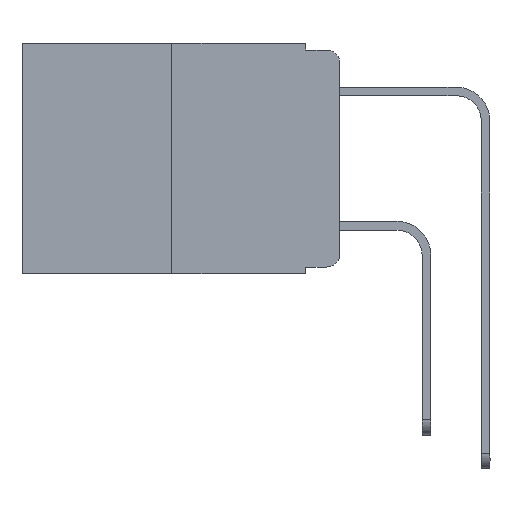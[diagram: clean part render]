
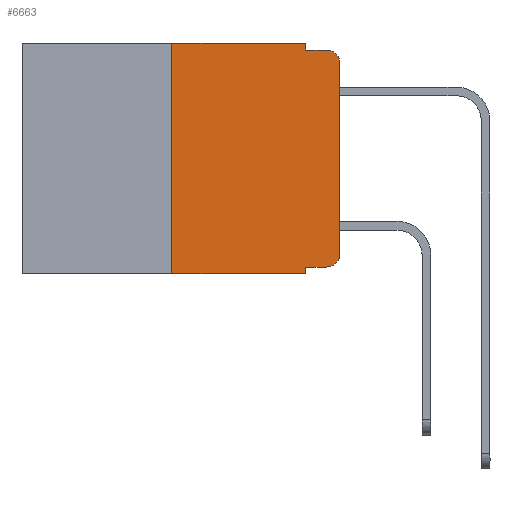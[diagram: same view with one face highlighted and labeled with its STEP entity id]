
A CAD part, left-side view. The second image highlights one B-rep face of the part: STEP entity #6663.
In plain terms, the highlighted planar face has unit normal (-1, 0, 0).
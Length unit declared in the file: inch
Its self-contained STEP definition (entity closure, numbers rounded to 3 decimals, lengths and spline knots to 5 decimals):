
#71 = CARTESIAN_POINT ( 'NONE',  ( 0., 0.051, -0.01 ) ) ;
#95 = VERTEX_POINT ( 'NONE', #17205 ) ;
#108 = CARTESIAN_POINT ( 'NONE',  ( 0., 0.051, -0.333 ) ) ;
#697 = DIRECTION ( 'NONE',  ( 0., -1., 0. ) ) ;
#1959 = LINE ( 'NONE', #71, #21400 ) ;
#2029 = ORIENTED_EDGE ( 'NONE', *, *, #13262, .T. ) ;
#2090 = EDGE_CURVE ( 'NONE', #24017, #8717, #1959, .T. ) ;
#2154 = EDGE_CURVE ( 'NONE', #4475, #10886, #16409, .T. ) ;
#2703 = DIRECTION ( 'NONE',  ( 0., 0., -1. ) ) ;
#2704 = CARTESIAN_POINT ( 'NONE',  ( 0., 0.02, -0.313 ) ) ;
#2802 = VERTEX_POINT ( 'NONE', #19249 ) ;
#3244 = VECTOR ( 'NONE', #17269, 39.37008 ) ;
#3957 = LINE ( 'NONE', #19015, #9691 ) ;
#4475 = VERTEX_POINT ( 'NONE', #21287 ) ;
#4593 = VECTOR ( 'NONE', #19034, 39.37008 ) ;
#4698 = VERTEX_POINT ( 'NONE', #20761 ) ;
#4742 = CARTESIAN_POINT ( 'NONE',  ( 0., 0., -0.313 ) ) ;
#4786 = VECTOR ( 'NONE', #11283, 39.37008 ) ;
#4801 = EDGE_CURVE ( 'NONE', #4698, #4475, #16976, .T. ) ;
#5280 = CIRCLE ( 'NONE', #16581, 0.02 ) ;
#5769 = LINE ( 'NONE', #11345, #4593 ) ;
#6663 = ADVANCED_FACE ( 'NONE', ( #7957 ), #17435, .F. ) ;
#7286 = EDGE_CURVE ( 'NONE', #95, #12370, #23907, .T. ) ;
#7403 = VECTOR ( 'NONE', #23921, 39.37008 ) ;
#7736 = CARTESIAN_POINT ( 'NONE',  ( 0., 0.02, -0.01 ) ) ;
#7957 = FACE_OUTER_BOUND ( 'NONE', #24801, .T. ) ;
#7985 = CARTESIAN_POINT ( 'NONE',  ( 0., 0.473, -0.343 ) ) ;
#8043 = DIRECTION ( 'NONE',  ( 0., 0., -1. ) ) ;
#8175 = CARTESIAN_POINT ( 'NONE',  ( 0., 0.051, -0.01 ) ) ;
#8331 = VECTOR ( 'NONE', #8433, 39.37008 ) ;
#8433 = DIRECTION ( 'NONE',  ( 0., -1., 0. ) ) ;
#8717 = VERTEX_POINT ( 'NONE', #7736 ) ;
#9011 = ORIENTED_EDGE ( 'NONE', *, *, #12019, .T. ) ;
#9348 = DIRECTION ( 'NONE',  ( 0., 0., -1. ) ) ;
#9691 = VECTOR ( 'NONE', #11704, 39.37008 ) ;
#10265 = LINE ( 'NONE', #18089, #7403 ) ;
#10454 = DIRECTION ( 'NONE',  ( -1., 0., 0. ) ) ;
#10880 = CARTESIAN_POINT ( 'NONE',  ( 0., 0.051, -0.343 ) ) ;
#10886 = VERTEX_POINT ( 'NONE', #19170 ) ;
#11237 = EDGE_CURVE ( 'NONE', #18606, #12046, #3957, .T. ) ;
#11283 = DIRECTION ( 'NONE',  ( 0., 0., 1. ) ) ;
#11345 = CARTESIAN_POINT ( 'NONE',  ( 0., 0.051, 0. ) ) ;
#11470 = LINE ( 'NONE', #15373, #3244 ) ;
#11704 = DIRECTION ( 'NONE',  ( 0., 0., -1. ) ) ;
#11777 = AXIS2_PLACEMENT_3D ( 'NONE', #2704, #10454, #8043 ) ;
#11789 = LINE ( 'NONE', #7985, #23231 ) ;
#12019 = EDGE_CURVE ( 'NONE', #18606, #95, #11470, .T. ) ;
#12046 = VERTEX_POINT ( 'NONE', #10880 ) ;
#12370 = VERTEX_POINT ( 'NONE', #4742 ) ;
#13262 = EDGE_CURVE ( 'NONE', #12370, #2802, #10265, .T. ) ;
#13874 = DIRECTION ( 'NONE',  ( -1., 0., 0. ) ) ;
#13949 = EDGE_CURVE ( 'NONE', #10886, #24017, #5769, .T. ) ;
#13978 = ORIENTED_EDGE ( 'NONE', *, *, #13949, .F. ) ;
#14190 = AXIS2_PLACEMENT_3D ( 'NONE', #24786, #15285, #9348 ) ;
#15285 = DIRECTION ( 'NONE',  ( 1., 0., 0. ) ) ;
#15373 = CARTESIAN_POINT ( 'NONE',  ( 0., 0.051, -0.333 ) ) ;
#15929 = ORIENTED_EDGE ( 'NONE', *, *, #11237, .F. ) ;
#15949 = ORIENTED_EDGE ( 'NONE', *, *, #2154, .F. ) ;
#16409 = LINE ( 'NONE', #17931, #8331 ) ;
#16581 = AXIS2_PLACEMENT_3D ( 'NONE', #23860, #13874, #2703 ) ;
#16976 = LINE ( 'NONE', #24450, #4786 ) ;
#17205 = CARTESIAN_POINT ( 'NONE',  ( 0., 0.02, -0.333 ) ) ;
#17269 = DIRECTION ( 'NONE',  ( 0., -1., 0. ) ) ;
#17435 = PLANE ( 'NONE',  #14190 ) ;
#17931 = CARTESIAN_POINT ( 'NONE',  ( 0., 0.473, 0. ) ) ;
#18089 = CARTESIAN_POINT ( 'NONE',  ( 0., 0., 0. ) ) ;
#18320 = ORIENTED_EDGE ( 'NONE', *, *, #22685, .T. ) ;
#18606 = VERTEX_POINT ( 'NONE', #108 ) ;
#19015 = CARTESIAN_POINT ( 'NONE',  ( 0., 0.051, 0. ) ) ;
#19034 = DIRECTION ( 'NONE',  ( 0., 0., -1. ) ) ;
#19170 = CARTESIAN_POINT ( 'NONE',  ( 0., 0.051, 0. ) ) ;
#19249 = CARTESIAN_POINT ( 'NONE',  ( 0., 0., -0.03 ) ) ;
#19768 = EDGE_CURVE ( 'NONE', #4698, #12046, #11789, .T. ) ;
#20761 = CARTESIAN_POINT ( 'NONE',  ( 0., 0.25, -0.343 ) ) ;
#21247 = ORIENTED_EDGE ( 'NONE', *, *, #19768, .T. ) ;
#21287 = CARTESIAN_POINT ( 'NONE',  ( 0., 0.25, 0. ) ) ;
#21400 = VECTOR ( 'NONE', #697, 39.37008 ) ;
#22685 = EDGE_CURVE ( 'NONE', #2802, #8717, #5280, .T. ) ;
#23231 = VECTOR ( 'NONE', #23789, 39.37008 ) ;
#23586 = ORIENTED_EDGE ( 'NONE', *, *, #4801, .F. ) ;
#23655 = ORIENTED_EDGE ( 'NONE', *, *, #2090, .F. ) ;
#23789 = DIRECTION ( 'NONE',  ( 0., -1., 0. ) ) ;
#23860 = CARTESIAN_POINT ( 'NONE',  ( 0., 0.02, -0.03 ) ) ;
#23907 = CIRCLE ( 'NONE', #11777, 0.02 ) ;
#23921 = DIRECTION ( 'NONE',  ( 0., 0., 1. ) ) ;
#24017 = VERTEX_POINT ( 'NONE', #8175 ) ;
#24450 = CARTESIAN_POINT ( 'NONE',  ( 0., 0.25, 0. ) ) ;
#24786 = CARTESIAN_POINT ( 'NONE',  ( 0., 0.473, 0. ) ) ;
#24801 = EDGE_LOOP ( 'NONE', ( #2029, #18320, #23655, #13978, #15949, #23586, #21247, #15929, #9011, #24988 ) ) ;
#24988 = ORIENTED_EDGE ( 'NONE', *, *, #7286, .T. ) ;
